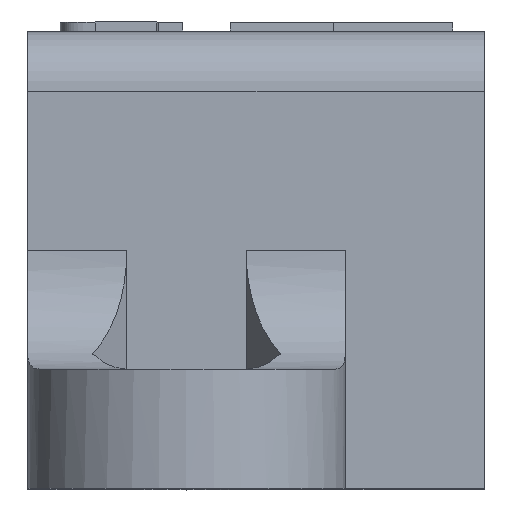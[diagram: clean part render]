
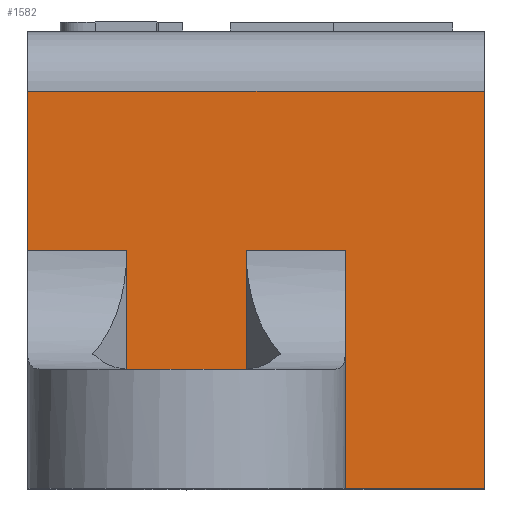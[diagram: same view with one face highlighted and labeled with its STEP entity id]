
A CAD part, top view. The second image highlights one B-rep face of the part: STEP entity #1582.
In plain terms, the highlighted planar face has unit normal (0, 0, 1).
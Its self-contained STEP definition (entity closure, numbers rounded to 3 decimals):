
#130 = PLANE ( 'NONE',  #3414 ) ;
#162 = CARTESIAN_POINT ( 'NONE',  ( 7.5, 10., 7.5 ) ) ;
#211 = VECTOR ( 'NONE', #6136, 1000. ) ;
#283 = ORIENTED_EDGE ( 'NONE', *, *, #6058, .F. ) ;
#293 = ORIENTED_EDGE ( 'NONE', *, *, #6103, .T. ) ;
#364 = ORIENTED_EDGE ( 'NONE', *, *, #2866, .F. ) ;
#410 = DIRECTION ( 'NONE',  ( 1., 0., 0. ) ) ;
#426 = LINE ( 'NONE', #7887, #6657 ) ;
#530 = LINE ( 'NONE', #4836, #3825 ) ;
#540 = CARTESIAN_POINT ( 'NONE',  ( 7.5, 0., 7.5 ) ) ;
#618 = VECTOR ( 'NONE', #410, 1000. ) ;
#643 = LINE ( 'NONE', #2489, #5729 ) ;
#701 = ORIENTED_EDGE ( 'NONE', *, *, #3354, .F. ) ;
#718 = CARTESIAN_POINT ( 'NONE',  ( -1.501, 1.4, 7.5 ) ) ;
#733 = LINE ( 'NONE', #3660, #211 ) ;
#1035 = EDGE_CURVE ( 'NONE', #7418, #7377, #3314, .T. ) ;
#1046 = CARTESIAN_POINT ( 'NONE',  ( 7.5, 6., 7.5 ) ) ;
#1197 = VERTEX_POINT ( 'NONE', #7874 ) ;
#1210 = CARTESIAN_POINT ( 'NONE',  ( -4., 6., 7.5 ) ) ;
#1213 = VERTEX_POINT ( 'NONE', #1210 ) ;
#1372 = VERTEX_POINT ( 'NONE', #3780 ) ;
#1572 = EDGE_CURVE ( 'NONE', #3816, #7418, #643, .T. ) ;
#1582 = ADVANCED_FACE ( 'NONE', ( #5717 ), #130, .F. ) ;
#1608 = VECTOR ( 'NONE', #4944, 1000. ) ;
#2183 = CARTESIAN_POINT ( 'NONE',  ( 4., 3., 7.5 ) ) ;
#2225 = CARTESIAN_POINT ( 'NONE',  ( -1.501, 3., 7.5 ) ) ;
#2370 = LINE ( 'NONE', #1046, #3924 ) ;
#2483 = LINE ( 'NONE', #6847, #1608 ) ;
#2489 = CARTESIAN_POINT ( 'NONE',  ( 7.5, 3., 7.5 ) ) ;
#2787 = LINE ( 'NONE', #2183, #3147 ) ;
#2866 = EDGE_CURVE ( 'NONE', #6109, #4198, #2483, .T. ) ;
#3065 = ORIENTED_EDGE ( 'NONE', *, *, #5364, .T. ) ;
#3093 = DIRECTION ( 'NONE',  ( 0., 0., -1. ) ) ;
#3147 = VECTOR ( 'NONE', #7029, 1000. ) ;
#3202 = EDGE_CURVE ( 'NONE', #1372, #7377, #2787, .T. ) ;
#3214 = VERTEX_POINT ( 'NONE', #5099 ) ;
#3314 = LINE ( 'NONE', #5136, #6634 ) ;
#3354 = EDGE_CURVE ( 'NONE', #1197, #6109, #733, .T. ) ;
#3382 = LINE ( 'NONE', #4632, #618 ) ;
#3414 = AXIS2_PLACEMENT_3D ( 'NONE', #3814, #3093, #6814 ) ;
#3660 = CARTESIAN_POINT ( 'NONE',  ( 1.501, 1.4, 7.5 ) ) ;
#3780 = CARTESIAN_POINT ( 'NONE',  ( 4., 6., 7.5 ) ) ;
#3814 = CARTESIAN_POINT ( 'NONE',  ( 7.5, 3., 7.5 ) ) ;
#3816 = VERTEX_POINT ( 'NONE', #162 ) ;
#3825 = VECTOR ( 'NONE', #7306, 1000. ) ;
#3924 = VECTOR ( 'NONE', #6693, 1000. ) ;
#4145 = ORIENTED_EDGE ( 'NONE', *, *, #6013, .T. ) ;
#4198 = VERTEX_POINT ( 'NONE', #2225 ) ;
#4499 = EDGE_CURVE ( 'NONE', #1197, #1372, #2370, .T. ) ;
#4632 = CARTESIAN_POINT ( 'NONE',  ( 7.5, 6., 7.5 ) ) ;
#4836 = CARTESIAN_POINT ( 'NONE',  ( -4., 11.5, 7.5 ) ) ;
#4840 = ORIENTED_EDGE ( 'NONE', *, *, #4499, .T. ) ;
#4858 = VECTOR ( 'NONE', #7910, 1000. ) ;
#4944 = DIRECTION ( 'NONE',  ( -1., 0., 0. ) ) ;
#4996 = DIRECTION ( 'NONE',  ( 0., -1., 0. ) ) ;
#5099 = CARTESIAN_POINT ( 'NONE',  ( -4., 10., 7.5 ) ) ;
#5136 = CARTESIAN_POINT ( 'NONE',  ( 7.5, 0., 7.5 ) ) ;
#5137 = ORIENTED_EDGE ( 'NONE', *, *, #1035, .F. ) ;
#5320 = VERTEX_POINT ( 'NONE', #6675 ) ;
#5332 = DIRECTION ( 'NONE',  ( -1., 0., 0. ) ) ;
#5364 = EDGE_CURVE ( 'NONE', #3816, #3214, #426, .T. ) ;
#5717 = FACE_OUTER_BOUND ( 'NONE', #6816, .T. ) ;
#5729 = VECTOR ( 'NONE', #4996, 1000. ) ;
#6013 = EDGE_CURVE ( 'NONE', #1213, #5320, #3382, .T. ) ;
#6058 = EDGE_CURVE ( 'NONE', #4198, #5320, #7103, .T. ) ;
#6070 = ORIENTED_EDGE ( 'NONE', *, *, #1572, .F. ) ;
#6103 = EDGE_CURVE ( 'NONE', #3214, #1213, #530, .T. ) ;
#6109 = VERTEX_POINT ( 'NONE', #7581 ) ;
#6136 = DIRECTION ( 'NONE',  ( 0., -1., 0. ) ) ;
#6634 = VECTOR ( 'NONE', #7604, 1000. ) ;
#6657 = VECTOR ( 'NONE', #5332, 1000. ) ;
#6675 = CARTESIAN_POINT ( 'NONE',  ( -1.501, 6., 7.5 ) ) ;
#6693 = DIRECTION ( 'NONE',  ( 1., 0., 0. ) ) ;
#6814 = DIRECTION ( 'NONE',  ( -1., 0., 0. ) ) ;
#6816 = EDGE_LOOP ( 'NONE', ( #6070, #3065, #293, #4145, #283, #364, #701, #4840, #7428, #5137 ) ) ;
#6847 = CARTESIAN_POINT ( 'NONE',  ( -2.928, 3., 7.5 ) ) ;
#7029 = DIRECTION ( 'NONE',  ( 0., -1., 0. ) ) ;
#7103 = LINE ( 'NONE', #718, #4858 ) ;
#7235 = CARTESIAN_POINT ( 'NONE',  ( 4., 0., 7.5 ) ) ;
#7306 = DIRECTION ( 'NONE',  ( 0., -1., 0. ) ) ;
#7377 = VERTEX_POINT ( 'NONE', #7235 ) ;
#7418 = VERTEX_POINT ( 'NONE', #540 ) ;
#7428 = ORIENTED_EDGE ( 'NONE', *, *, #3202, .T. ) ;
#7581 = CARTESIAN_POINT ( 'NONE',  ( 1.501, 3., 7.5 ) ) ;
#7604 = DIRECTION ( 'NONE',  ( -1., 0., 0. ) ) ;
#7874 = CARTESIAN_POINT ( 'NONE',  ( 1.501, 6., 7.5 ) ) ;
#7887 = CARTESIAN_POINT ( 'NONE',  ( -4., 10., 7.5 ) ) ;
#7910 = DIRECTION ( 'NONE',  ( 0., 1., 0. ) ) ;
